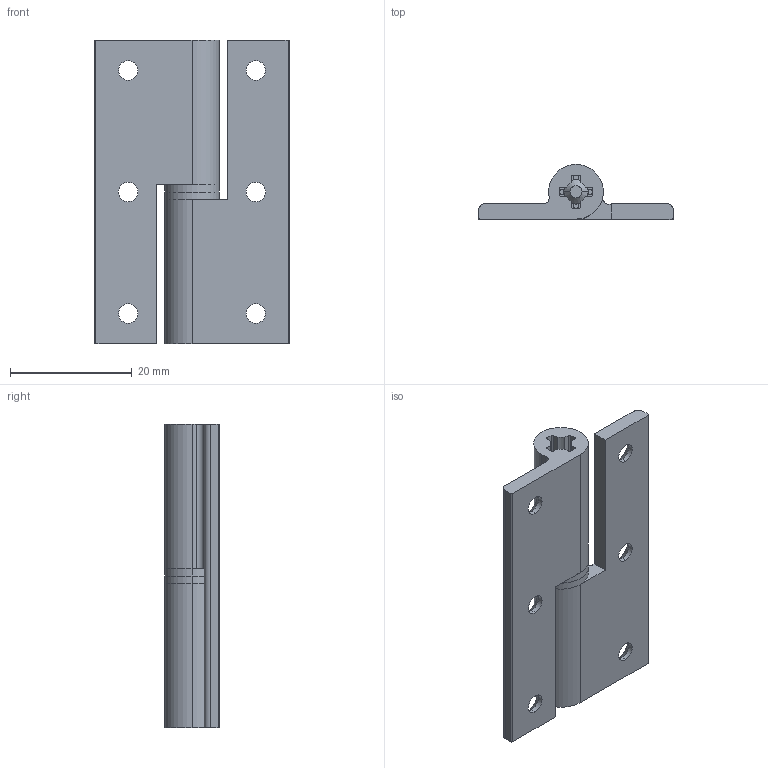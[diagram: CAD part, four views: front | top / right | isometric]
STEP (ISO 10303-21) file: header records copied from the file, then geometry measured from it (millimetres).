
FILE_DESCRIPTION (( 'STEP AP203' ), '1' );
FILE_NAME ('B-265-5-R.STEP', '2011-10-11T05:09:40', ( '' ), ( '' ), 'SwSTEP 2.0', 'SolidWorks 2011', '' );
FILE_SCHEMA (( 'CONFIG_CONTROL_DESIGN' ));
Length unit declared in the file: millimetre
Products named in the file (6): B-265-5-R; B-265-R羽根A_; B-265-5-R羽根B_; B-265-R樹脂ブッシュ_; B-265-R樹脂ワッシャー_; B-265-5-Rピン_
Assembly tree (5 placements, depth 2):
  B-265-5-R
    B-265-R羽根A_
    B-265-5-Rピン_
    B-265-R樹脂ワッシャー_
    B-265-R樹脂ブッシュ_
    B-265-5-R羽根B_
Bounding box: 32 x 9 x 50 mm (x, y, z)
Volume: 5561.5 mm3; surface area: 6527.8 mm2
Topology: 5 solids, 5 shells, 142 faces, 377 edges, 246 vertices
Faces by surface type: cylinder 67, plane 59, cone 14, torus 2
Entity records: 5125 total; most frequent: DIRECTION 837, CARTESIAN_POINT 773, ORIENTED_EDGE 754, EDGE_CURVE 377, AXIS2_PLACEMENT_3D 310, VERTEX_POINT 246, LINE 217, VECTOR 217
